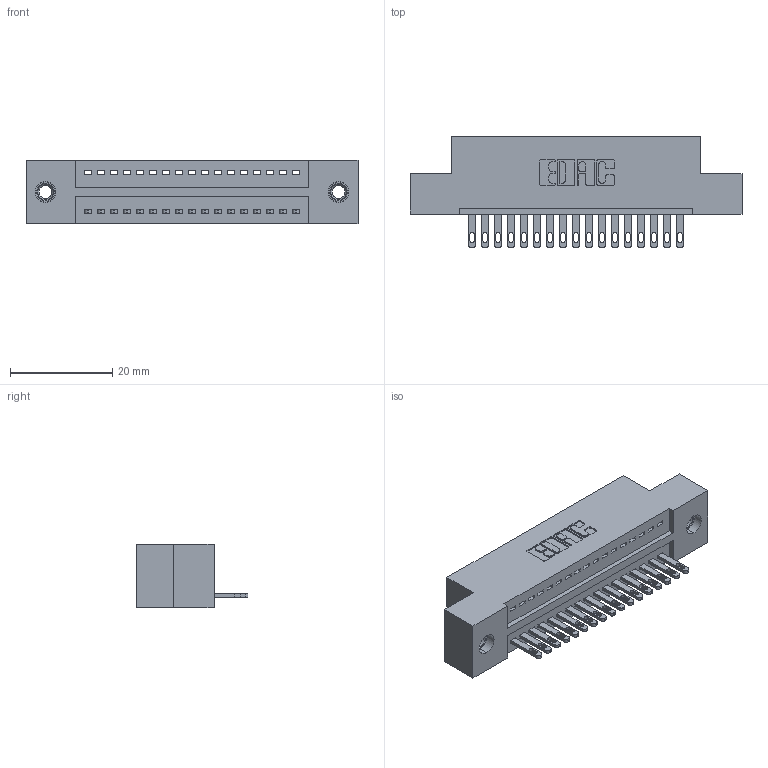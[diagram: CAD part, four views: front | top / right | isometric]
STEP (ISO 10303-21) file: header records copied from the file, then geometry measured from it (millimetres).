
FILE_DESCRIPTION (( 'STEP AP203' ), '1' );
FILE_NAME ('325-017-500-107.STEP', '2020-02-24T16:24:07', ( '' ), ( '' ), 'SwSTEP 2.0', 'SolidWorks 2016', '' );
FILE_SCHEMA (( 'CONFIG_CONTROL_DESIGN' ));
Length unit declared in the file: inch
Products named in the file (4): 325-292-001_325-293-100; 325 Part_TI; 345-250-001_345-250-005-103; 325-017-500-107
Assembly tree (20 placements, depth 2):
  325-017-500-107
    325 Part_TI
    325-292-001_325-293-100  x17
    345-250-001_345-250-005-103  x2
Bounding box: 64.9 x 21.84 x 12.45 mm (x, y, z)
Volume: 8039.1 mm3; surface area: 8425.6 mm2
Topology: 20 solids, 20 shells, 1092 faces, 3303 edges, 2194 vertices
Faces by surface type: plane 714, cylinder 362, cone 12, torus 4
Entity records: 14742 total; most frequent: CARTESIAN_POINT 2528, ORIENTED_EDGE 2474, DIRECTION 2217, EDGE_CURVE 1237, LINE 1085, VECTOR 1085, VERTEX_POINT 820, AXIS2_PLACEMENT_3D 566
